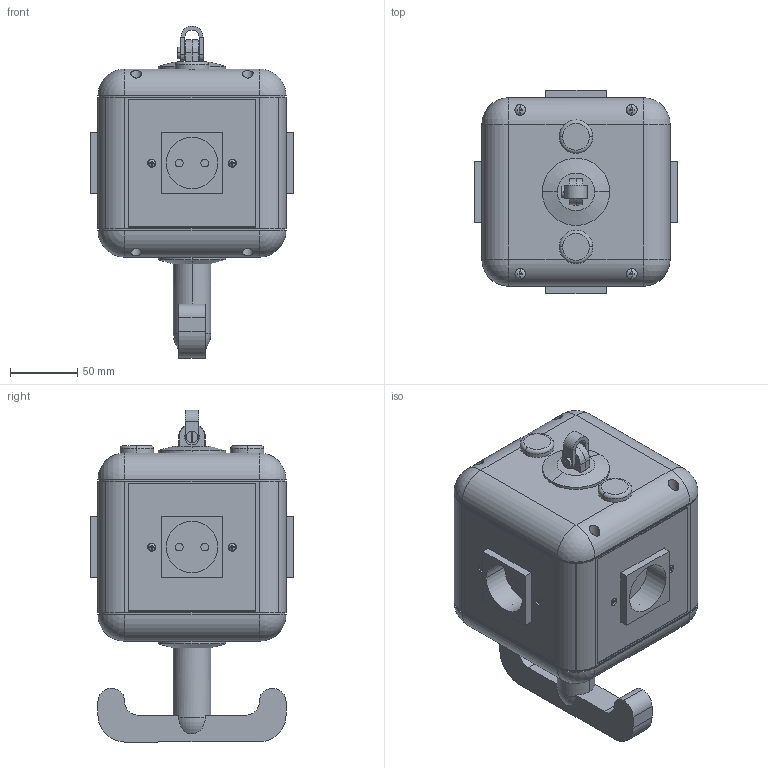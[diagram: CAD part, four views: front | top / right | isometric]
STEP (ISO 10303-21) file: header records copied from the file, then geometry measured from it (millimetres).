
FILE_DESCRIPTION (( 'STEP AP214' ), '1' );
FILE_NAME ('6109802.stp', '2020-12-04T09:09:28', ( '' ), ( '' ), 'SwSTEP 2.0', 'SolidWorks 2020', '' );
FILE_SCHEMA (( 'AUTOMOTIVE_DESIGN' ));
Length unit declared in the file: millimetre
Products named in the file (23): P_43330A_1; 104820_Standard; P_43331A6_1; 044219_Standard; 104821_Standard; 044036_Standard; P_42404A_1; P_53013AA_1_Standard; 6109802; P_39440646_1_Standard; 56741; P_39440650_1_Standard; 34950DW_Standard; 52413WM; P_42403C_1_Standard; P_34708_1; 35104357_Standard
Assembly tree (48 placements, depth 4):
  6109802
    P_39440646_1_Standard
    P_39440650_1_Standard
    P_43331A6_1  x2
    P_43330A_1  x2
    P_42403C_1_Standard
    P_34708_1  x2
    35104357_Standard  x8
    P_53013AA_1_Standard  x8
    52413WM
    P_42404A_1
    56741
    34950DW_Standard  x4
    044219_Standard
      044036_Standard
      104821_Standard
        104820_Standard
    044219_Standard
      044036_Standard
      104821_Standard
        104820_Standard
    044219_Standard
      044036_Standard
      104821_Standard
        104820_Standard
    044219_Standard
      044036_Standard
      104821_Standard
        104820_Standard
Bounding box: 151 x 151 x 247 mm (x, y, z)
Volume: 660100.3 mm3; surface area: 372311.6 mm2
Topology: 40 solids, 40 shells, 1204 faces, 2801 edges, 1744 vertices
Faces by surface type: plane 746, cylinder 294, torus 86, sphere 32, cone 30, bspline 16
Entity records: 15370 total; most frequent: CARTESIAN_POINT 3500, DIRECTION 2450, ORIENTED_EDGE 2154, EDGE_CURVE 1077, AXIS2_PLACEMENT_3D 913, VERTEX_POINT 693, LINE 624, VECTOR 624
